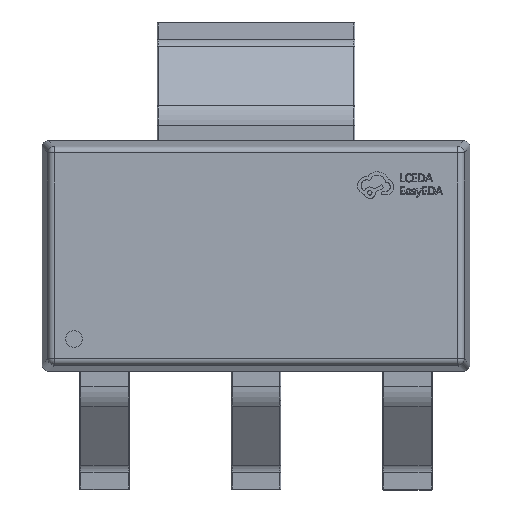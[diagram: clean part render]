
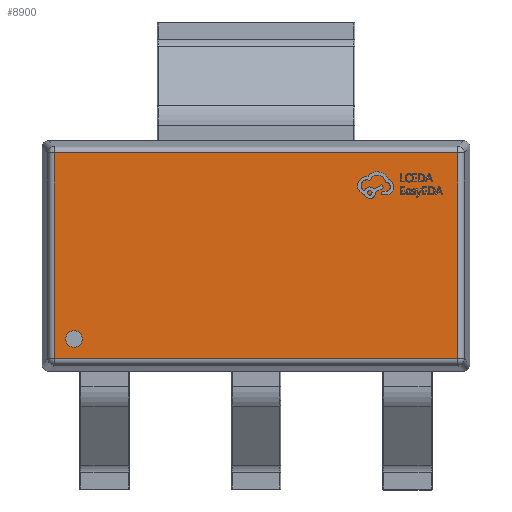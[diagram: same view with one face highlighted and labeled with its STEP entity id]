
A CAD part, top view. The second image highlights one B-rep face of the part: STEP entity #8900.
In plain terms, the highlighted planar face has unit normal (0, 0, 1).
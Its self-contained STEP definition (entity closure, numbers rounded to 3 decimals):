
#464=FACE_BOUND('',#1319,.T.);
#493=PLANE('',#9517);
#783=FACE_OUTER_BOUND('',#1318,.T.);
#1318=EDGE_LOOP('',(#5910,#5911,#5912,#5913));
#1319=EDGE_LOOP('',(#5914));
#1896=LINE('',#12917,#2688);
#1897=LINE('',#12935,#2689);
#1898=LINE('',#12938,#2690);
#1899=LINE('',#12947,#2691);
#2688=VECTOR('',#10387,1.);
#2689=VECTOR('',#10420,1.);
#2690=VECTOR('',#10423,1.);
#2691=VECTOR('',#10440,1.);
#3405=CIRCLE('',#9434,0.125);
#3631=VERTEX_POINT('',#12498);
#3725=VERTEX_POINT('',#12913);
#3726=VERTEX_POINT('',#12915);
#3727=VERTEX_POINT('',#12933);
#3728=VERTEX_POINT('',#12937);
#4412=EDGE_CURVE('',#3631,#3631,#3405,.T.);
#4534=EDGE_CURVE('',#3725,#3726,#1896,.T.);
#4543=EDGE_CURVE('',#3726,#3727,#1897,.T.);
#4544=EDGE_CURVE('',#3728,#3725,#1898,.T.);
#4549=EDGE_CURVE('',#3727,#3728,#1899,.T.);
#5910=ORIENTED_EDGE('',*,*,#4543,.T.);
#5911=ORIENTED_EDGE('',*,*,#4549,.T.);
#5912=ORIENTED_EDGE('',*,*,#4544,.T.);
#5913=ORIENTED_EDGE('',*,*,#4534,.T.);
#5914=ORIENTED_EDGE('',*,*,#4412,.F.);
#8900=ADVANCED_FACE('',(#783,#464),#493,.T.);
#9434=AXIS2_PLACEMENT_3D('',#12500,#10198,#10199);
#9517=AXIS2_PLACEMENT_3D('',#12949,#10443,#10444);
#10198=DIRECTION('center_axis',(0.,0.,1.));
#10199=DIRECTION('ref_axis',(-1.,0.,0.));
#10387=DIRECTION('',(-1.,0.,0.));
#10420=DIRECTION('',(0.,-1.,0.));
#10423=DIRECTION('',(0.,1.,0.));
#10440=DIRECTION('',(1.,0.,0.));
#10443=DIRECTION('center_axis',(0.,0.,1.));
#10444=DIRECTION('ref_axis',(-1.,0.,0.));
#12498=CARTESIAN_POINT('',(1.289,-2.764,1.749));
#12500=CARTESIAN_POINT('Origin',(1.164,-2.764,1.749));
#12913=CARTESIAN_POINT('',(1.464,3.064,1.749));
#12915=CARTESIAN_POINT('',(-1.664,3.064,1.749));
#12917=CARTESIAN_POINT('',(-0.1,3.064,1.749));
#12933=CARTESIAN_POINT('',(-1.664,-3.064,1.749));
#12935=CARTESIAN_POINT('',(-1.664,0.,1.749));
#12937=CARTESIAN_POINT('',(1.464,-3.064,1.749));
#12938=CARTESIAN_POINT('',(1.464,0.,1.749));
#12947=CARTESIAN_POINT('',(-0.1,-3.064,1.749));
#12949=CARTESIAN_POINT('Origin',(-0.1,0.,1.749));
